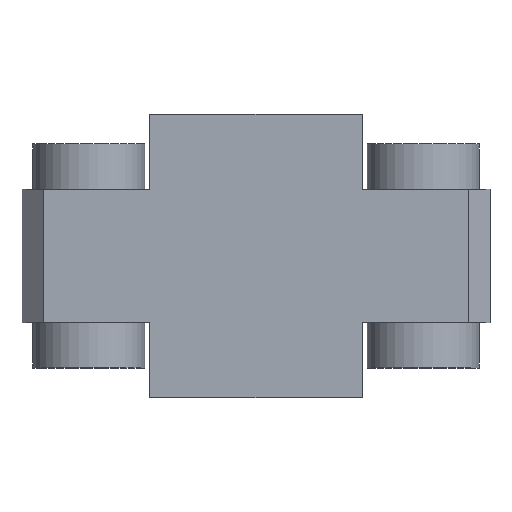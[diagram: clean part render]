
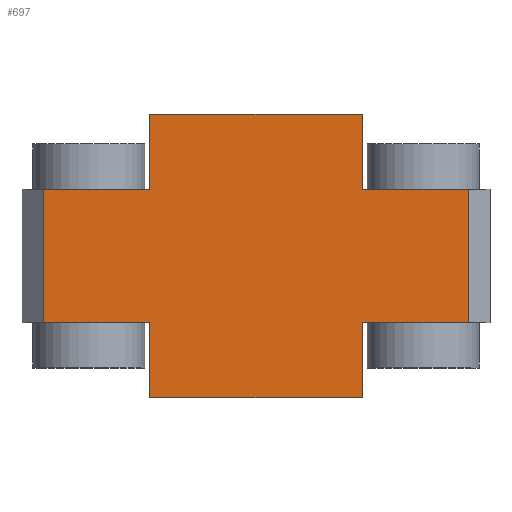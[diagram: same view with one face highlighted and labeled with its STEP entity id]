
A CAD part, top view. The second image highlights one B-rep face of the part: STEP entity #697.
In plain terms, the highlighted planar face has unit normal (0, 0, 1).
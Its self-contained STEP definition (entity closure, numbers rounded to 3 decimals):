
#33=PLANE('',#767);
#73=FACE_OUTER_BOUND('',#117,.T.);
#117=EDGE_LOOP('',(#555,#556,#557,#558,#559,#560,#561,#562,#563,#564,#565,
#566));
#142=LINE('',#995,#230);
#156=LINE('',#1025,#244);
#160=LINE('',#1032,#248);
#163=LINE('',#1040,#251);
#169=LINE('',#1058,#257);
#174=LINE('',#1069,#262);
#175=LINE('',#1072,#263);
#176=LINE('',#1074,#264);
#177=LINE('',#1075,#265);
#178=LINE('',#1077,#266);
#179=LINE('',#1079,#267);
#180=LINE('',#1080,#268);
#230=VECTOR('',#812,10.);
#244=VECTOR('',#832,10.);
#248=VECTOR('',#838,10.);
#251=VECTOR('',#847,10.);
#257=VECTOR('',#867,10.);
#262=VECTOR('',#878,10.);
#263=VECTOR('',#881,10.);
#264=VECTOR('',#882,10.);
#265=VECTOR('',#883,10.);
#266=VECTOR('',#884,10.);
#267=VECTOR('',#885,10.);
#268=VECTOR('',#886,10.);
#327=VERTEX_POINT('',#991);
#329=VERTEX_POINT('',#994);
#340=VERTEX_POINT('',#1019);
#342=VERTEX_POINT('',#1023);
#344=VERTEX_POINT('',#1030);
#346=VERTEX_POINT('',#1039);
#351=VERTEX_POINT('',#1057);
#354=VERTEX_POINT('',#1067);
#355=VERTEX_POINT('',#1071);
#356=VERTEX_POINT('',#1073);
#357=VERTEX_POINT('',#1076);
#358=VERTEX_POINT('',#1078);
#394=EDGE_CURVE('',#329,#327,#142,.T.);
#408=EDGE_CURVE('',#340,#342,#156,.T.);
#412=EDGE_CURVE('',#327,#344,#160,.T.);
#416=EDGE_CURVE('',#346,#340,#163,.T.);
#425=EDGE_CURVE('',#351,#329,#169,.T.);
#430=EDGE_CURVE('',#342,#354,#174,.T.);
#431=EDGE_CURVE('',#344,#355,#175,.T.);
#432=EDGE_CURVE('',#355,#356,#176,.T.);
#433=EDGE_CURVE('',#356,#346,#177,.T.);
#434=EDGE_CURVE('',#354,#357,#178,.T.);
#435=EDGE_CURVE('',#357,#358,#179,.T.);
#436=EDGE_CURVE('',#358,#351,#180,.T.);
#555=ORIENTED_EDGE('',*,*,#394,.T.);
#556=ORIENTED_EDGE('',*,*,#412,.T.);
#557=ORIENTED_EDGE('',*,*,#431,.T.);
#558=ORIENTED_EDGE('',*,*,#432,.T.);
#559=ORIENTED_EDGE('',*,*,#433,.T.);
#560=ORIENTED_EDGE('',*,*,#416,.T.);
#561=ORIENTED_EDGE('',*,*,#408,.T.);
#562=ORIENTED_EDGE('',*,*,#430,.T.);
#563=ORIENTED_EDGE('',*,*,#434,.T.);
#564=ORIENTED_EDGE('',*,*,#435,.T.);
#565=ORIENTED_EDGE('',*,*,#436,.T.);
#566=ORIENTED_EDGE('',*,*,#425,.T.);
#697=ADVANCED_FACE('',(#73),#33,.T.);
#767=AXIS2_PLACEMENT_3D('',#1070,#879,#880);
#812=DIRECTION('',(0.,-1.,0.));
#832=DIRECTION('',(0.,1.,0.));
#838=DIRECTION('',(1.,0.,0.));
#847=DIRECTION('',(1.,0.,0.));
#867=DIRECTION('',(-1.,0.,0.));
#878=DIRECTION('',(-1.,0.,0.));
#879=DIRECTION('center_axis',(0.,0.,1.));
#880=DIRECTION('ref_axis',(1.,0.,0.));
#881=DIRECTION('',(0.,-1.,0.));
#882=DIRECTION('',(1.,0.,0.));
#883=DIRECTION('',(0.,1.,0.));
#884=DIRECTION('',(0.,1.,0.));
#885=DIRECTION('',(-1.,0.,0.));
#886=DIRECTION('',(0.,-1.,0.));
#991=CARTESIAN_POINT('',(-150.,-47.,40.));
#994=CARTESIAN_POINT('',(-150.,47.,40.));
#995=CARTESIAN_POINT('',(-150.,0.,40.));
#1019=CARTESIAN_POINT('',(150.,-47.,40.));
#1023=CARTESIAN_POINT('',(150.,47.,40.));
#1025=CARTESIAN_POINT('',(150.,0.,40.));
#1030=CARTESIAN_POINT('',(-75.,-47.,40.));
#1032=CARTESIAN_POINT('',(-165.,-47.,40.));
#1039=CARTESIAN_POINT('',(75.,-47.,40.));
#1040=CARTESIAN_POINT('',(-165.,-47.,40.));
#1057=CARTESIAN_POINT('',(-75.,47.,40.));
#1058=CARTESIAN_POINT('',(165.,47.,40.));
#1067=CARTESIAN_POINT('',(75.,47.,40.));
#1069=CARTESIAN_POINT('',(165.,47.,40.));
#1070=CARTESIAN_POINT('Origin',(0.,0.,40.));
#1071=CARTESIAN_POINT('',(-75.,-100.,40.));
#1072=CARTESIAN_POINT('',(-75.,100.,40.));
#1073=CARTESIAN_POINT('',(75.,-100.,40.));
#1074=CARTESIAN_POINT('',(-75.,-100.,40.));
#1075=CARTESIAN_POINT('',(75.,-100.,40.));
#1076=CARTESIAN_POINT('',(75.,100.,40.));
#1077=CARTESIAN_POINT('',(75.,-100.,40.));
#1078=CARTESIAN_POINT('',(-75.,100.,40.));
#1079=CARTESIAN_POINT('',(75.,100.,40.));
#1080=CARTESIAN_POINT('',(-75.,100.,40.));
